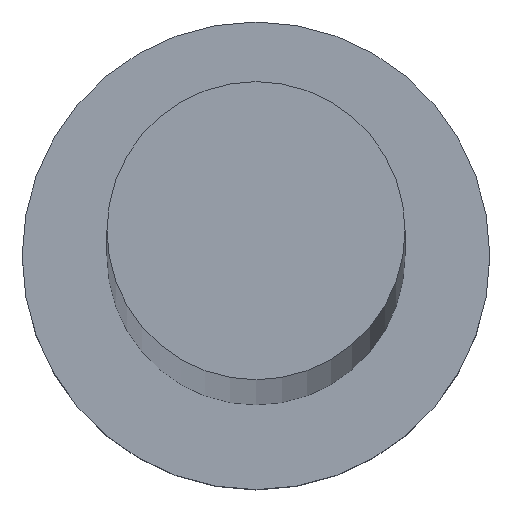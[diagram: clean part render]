
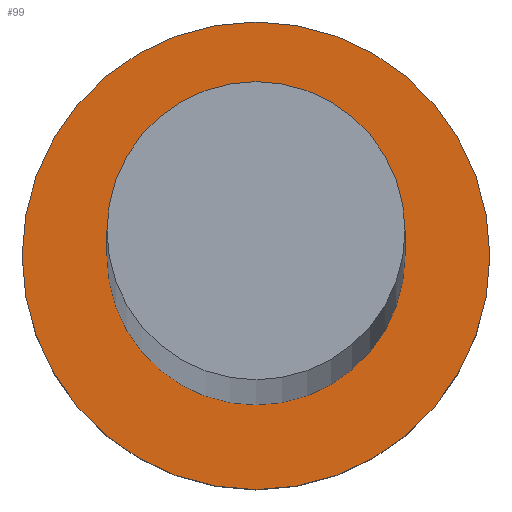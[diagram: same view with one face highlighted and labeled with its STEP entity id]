
A CAD part, top view. The second image highlights one B-rep face of the part: STEP entity #99.
In plain terms, the highlighted planar face has unit normal (0, 0, 1).
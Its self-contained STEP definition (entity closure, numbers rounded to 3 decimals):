
#5 = DIRECTION ( 'NONE',  ( 0., 0., 1. ) ) ;
#8 = DIRECTION ( 'NONE',  ( 0., 0., 1. ) ) ;
#9 = CIRCLE ( 'NONE', #46, 8. ) ;
#23 = DIRECTION ( 'NONE',  ( 1., 0., 0. ) ) ;
#28 = CARTESIAN_POINT ( 'NONE',  ( -5.1, 0., 6.5 ) ) ;
#40 = EDGE_CURVE ( 'NONE', #116, #254, #214, .T. ) ;
#46 = AXIS2_PLACEMENT_3D ( 'NONE', #167, #104, #81 ) ;
#56 = CARTESIAN_POINT ( 'NONE',  ( -8., 0., 6.5 ) ) ;
#73 = EDGE_LOOP ( 'NONE', ( #137, #199 ) ) ;
#81 = DIRECTION ( 'NONE',  ( 1., 0., 0. ) ) ;
#83 = AXIS2_PLACEMENT_3D ( 'NONE', #124, #8, #226 ) ;
#86 = CARTESIAN_POINT ( 'NONE',  ( 8., 0., 6.5 ) ) ;
#88 = AXIS2_PLACEMENT_3D ( 'NONE', #224, #122, #239 ) ;
#95 = VERTEX_POINT ( 'NONE', #28 ) ;
#96 = CIRCLE ( 'NONE', #242, 5.1 ) ;
#99 = ADVANCED_FACE ( 'NONE', ( #145, #241 ), #186, .T. ) ;
#104 = DIRECTION ( 'NONE',  ( 0., 0., 1. ) ) ;
#116 = VERTEX_POINT ( 'NONE', #86 ) ;
#122 = DIRECTION ( 'NONE',  ( 0., 0., 1. ) ) ;
#124 = CARTESIAN_POINT ( 'NONE',  ( 0., 0., 6.5 ) ) ;
#129 = CARTESIAN_POINT ( 'NONE',  ( 0., 0., 6.5 ) ) ;
#135 = EDGE_CURVE ( 'NONE', #254, #116, #9, .T. ) ;
#137 = ORIENTED_EDGE ( 'NONE', *, *, #135, .T. ) ;
#145 = FACE_BOUND ( 'NONE', #235, .T. ) ;
#151 = DIRECTION ( 'NONE',  ( 0., 0., 1. ) ) ;
#155 = VERTEX_POINT ( 'NONE', #184 ) ;
#167 = CARTESIAN_POINT ( 'NONE',  ( 0., 0., 6.5 ) ) ;
#168 = CIRCLE ( 'NONE', #83, 5.1 ) ;
#172 = AXIS2_PLACEMENT_3D ( 'NONE', #129, #5, #23 ) ;
#173 = ORIENTED_EDGE ( 'NONE', *, *, #217, .F. ) ;
#184 = CARTESIAN_POINT ( 'NONE',  ( 5.1, 0., 6.5 ) ) ;
#186 = PLANE ( 'NONE',  #172 ) ;
#187 = EDGE_CURVE ( 'NONE', #95, #155, #168, .T. ) ;
#199 = ORIENTED_EDGE ( 'NONE', *, *, #40, .T. ) ;
#214 = CIRCLE ( 'NONE', #88, 8. ) ;
#217 = EDGE_CURVE ( 'NONE', #155, #95, #96, .T. ) ;
#224 = CARTESIAN_POINT ( 'NONE',  ( 0., 0., 6.5 ) ) ;
#226 = DIRECTION ( 'NONE',  ( 1., 0., 0. ) ) ;
#232 = CARTESIAN_POINT ( 'NONE',  ( 0., 0., 6.5 ) ) ;
#235 = EDGE_LOOP ( 'NONE', ( #247, #173 ) ) ;
#239 = DIRECTION ( 'NONE',  ( 1., 0., 0. ) ) ;
#241 = FACE_OUTER_BOUND ( 'NONE', #73, .T. ) ;
#242 = AXIS2_PLACEMENT_3D ( 'NONE', #232, #151, #245 ) ;
#245 = DIRECTION ( 'NONE',  ( 1., 0., 0. ) ) ;
#247 = ORIENTED_EDGE ( 'NONE', *, *, #187, .F. ) ;
#254 = VERTEX_POINT ( 'NONE', #56 ) ;
